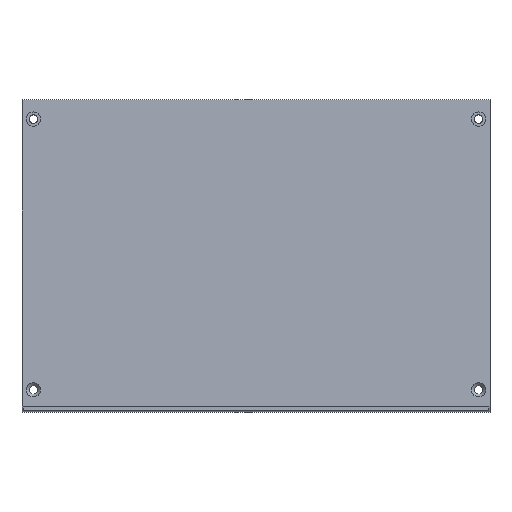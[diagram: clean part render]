
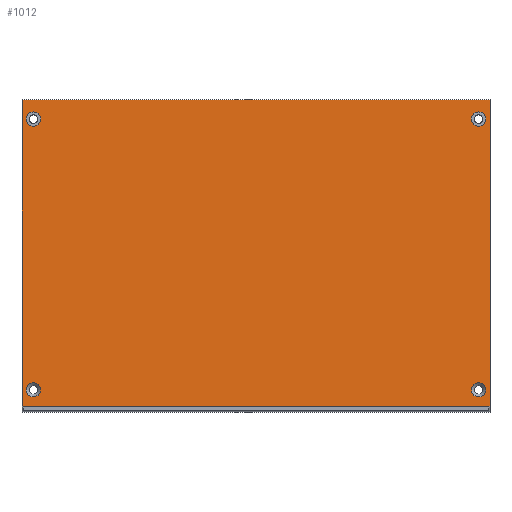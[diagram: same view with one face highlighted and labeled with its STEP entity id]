
A CAD part, front view. The second image highlights one B-rep face of the part: STEP entity #1012.
In plain terms, the highlighted planar face has unit normal (0, -0.999, 0.049).
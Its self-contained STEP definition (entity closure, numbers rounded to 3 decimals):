
#47=FACE_BOUND('',#346,.T.);
#48=FACE_BOUND('',#347,.T.);
#49=FACE_BOUND('',#348,.T.);
#50=FACE_BOUND('',#349,.T.);
#71=LINE('',#1527,#171);
#72=LINE('',#1529,#172);
#73=LINE('',#1531,#173);
#74=LINE('',#1532,#174);
#171=VECTOR('',#1221,10.);
#172=VECTOR('',#1222,10.);
#173=VECTOR('',#1223,10.);
#174=VECTOR('',#1224,10.);
#280=FACE_OUTER_BOUND('',#345,.T.);
#345=EDGE_LOOP('',(#692,#693,#694,#695));
#346=EDGE_LOOP('',(#696));
#347=EDGE_LOOP('',(#697));
#348=EDGE_LOOP('',(#698));
#349=EDGE_LOOP('',(#699));
#432=CIRCLE('',#1096,2.5);
#434=CIRCLE('',#1099,2.5);
#435=CIRCLE('',#1100,2.5);
#436=CIRCLE('',#1101,2.5);
#458=VERTEX_POINT('',#1519);
#460=VERTEX_POINT('',#1525);
#461=VERTEX_POINT('',#1526);
#462=VERTEX_POINT('',#1528);
#463=VERTEX_POINT('',#1530);
#464=VERTEX_POINT('',#1533);
#465=VERTEX_POINT('',#1535);
#466=VERTEX_POINT('',#1537);
#548=EDGE_CURVE('',#458,#458,#432,.T.);
#551=EDGE_CURVE('',#460,#461,#71,.T.);
#552=EDGE_CURVE('',#462,#461,#72,.T.);
#553=EDGE_CURVE('',#462,#463,#73,.T.);
#554=EDGE_CURVE('',#460,#463,#74,.T.);
#555=EDGE_CURVE('',#464,#464,#434,.T.);
#556=EDGE_CURVE('',#465,#465,#435,.T.);
#557=EDGE_CURVE('',#466,#466,#436,.T.);
#692=ORIENTED_EDGE('',*,*,#551,.T.);
#693=ORIENTED_EDGE('',*,*,#552,.F.);
#694=ORIENTED_EDGE('',*,*,#553,.T.);
#695=ORIENTED_EDGE('',*,*,#554,.F.);
#696=ORIENTED_EDGE('',*,*,#555,.F.);
#697=ORIENTED_EDGE('',*,*,#556,.F.);
#698=ORIENTED_EDGE('',*,*,#557,.F.);
#699=ORIENTED_EDGE('',*,*,#548,.F.);
#968=PLANE('',#1098);
#1012=ADVANCED_FACE('',(#280,#47,#48,#49,#50),#968,.T.);
#1096=AXIS2_PLACEMENT_3D('',#1520,#1214,#1215);
#1098=AXIS2_PLACEMENT_3D('',#1524,#1219,#1220);
#1099=AXIS2_PLACEMENT_3D('',#1534,#1225,#1226);
#1100=AXIS2_PLACEMENT_3D('',#1536,#1227,#1228);
#1101=AXIS2_PLACEMENT_3D('',#1538,#1229,#1230);
#1214=DIRECTION('center_axis',(0.,-0.999,0.049));
#1215=DIRECTION('ref_axis',(1.,0.,0.));
#1219=DIRECTION('center_axis',(0.,-0.999,0.049));
#1220=DIRECTION('ref_axis',(0.,0.049,0.999));
#1221=DIRECTION('',(1.,0.,0.));
#1222=DIRECTION('',(0.,-0.049,-0.999));
#1223=DIRECTION('',(-1.,0.,0.));
#1224=DIRECTION('',(0.,0.049,0.999));
#1225=DIRECTION('center_axis',(0.,-0.999,0.049));
#1226=DIRECTION('ref_axis',(1.,0.,0.));
#1227=DIRECTION('center_axis',(0.,-0.999,0.049));
#1228=DIRECTION('ref_axis',(1.,0.,0.));
#1229=DIRECTION('center_axis',(0.,-0.999,0.049));
#1230=DIRECTION('ref_axis',(1.,0.,0.));
#1519=CARTESIAN_POINT('',(-8.5,-3.501,100.289));
#1520=CARTESIAN_POINT('Origin',(-6.,-3.501,100.289));
#1524=CARTESIAN_POINT('Origin',(154.,-8.498,-2.344));
#1525=CARTESIAN_POINT('',(-10.,-8.401,-0.346));
#1526=CARTESIAN_POINT('',(154.,-8.401,-0.346));
#1527=CARTESIAN_POINT('',(72.,-8.401,-0.346));
#1528=CARTESIAN_POINT('',(154.,-3.174,107.));
#1529=CARTESIAN_POINT('',(154.,-3.174,107.));
#1530=CARTESIAN_POINT('',(-10.,-3.174,107.));
#1531=CARTESIAN_POINT('',(154.,-3.174,107.));
#1532=CARTESIAN_POINT('',(-10.,-3.174,107.));
#1533=CARTESIAN_POINT('',(147.5,-3.501,100.289));
#1534=CARTESIAN_POINT('Origin',(150.,-3.501,100.289));
#1535=CARTESIAN_POINT('',(-8.5,-8.121,5.401));
#1536=CARTESIAN_POINT('Origin',(-6.,-8.121,5.401));
#1537=CARTESIAN_POINT('',(147.5,-8.121,5.401));
#1538=CARTESIAN_POINT('Origin',(150.,-8.121,5.401));
